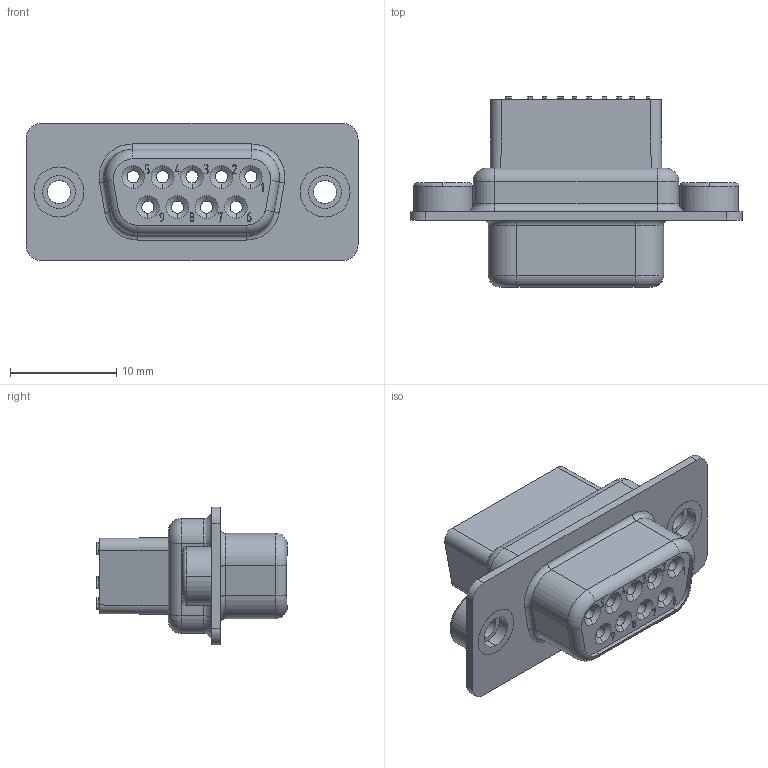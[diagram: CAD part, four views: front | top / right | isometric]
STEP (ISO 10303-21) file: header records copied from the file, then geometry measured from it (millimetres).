
FILE_DESCRIPTION(('Creo Elements/Direct Modeling STEP Export'),'2;1');
FILE_NAME('model.stp','2019-03-20T20:20:55',(''),(''),'Creo Elements/Direct Modeling STEP processor for AP214 (Solid Model)','Creo Elements/Direct Modeling 20.1A 29-Sep-2018 (C) Parametric Technology GmbH','');
FILE_SCHEMA(('AUTOMOTIVE_DESIGN { 1 0 10303 214 1 1 1 1 }'));
Length unit declared in the file: millimetre
Products named in the file (2): VS-09-BU-DSUB-CD-G
Assembly tree (1 placements, depth 2):
  VS-09-BU-DSUB-CD-G
    VS-09-BU-DSUB-CD-G
Bounding box: 31.19 x 17.87 x 12.93 mm (x, y, z)
Volume: 2334.7 mm3; surface area: 2376.3 mm2
Topology: 1 solids, 1 shells, 662 faces, 1832 edges, 1215 vertices
Faces by surface type: plane 373, cylinder 165, extrusion 82, cone 22, torus 20
Entity records: 26678 total; most frequent: CARTESIAN_POINT 4555, ORIENTED_EDGE 3664, DIRECTION 3177, EDGE_CURVE 1832, VECTOR 1419, LINE 1337, VERTEX_POINT 1215, AXIS2_PLACEMENT_3D 879
